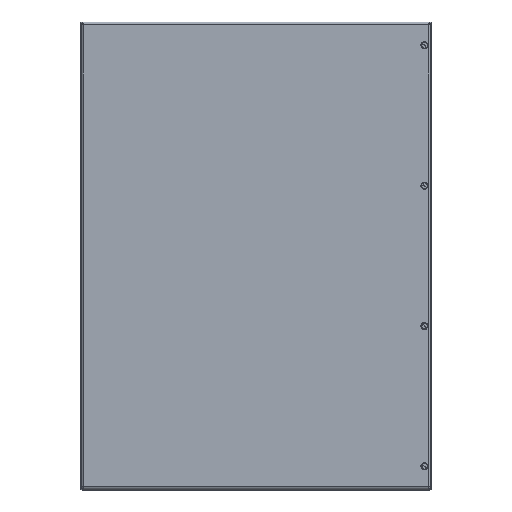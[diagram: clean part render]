
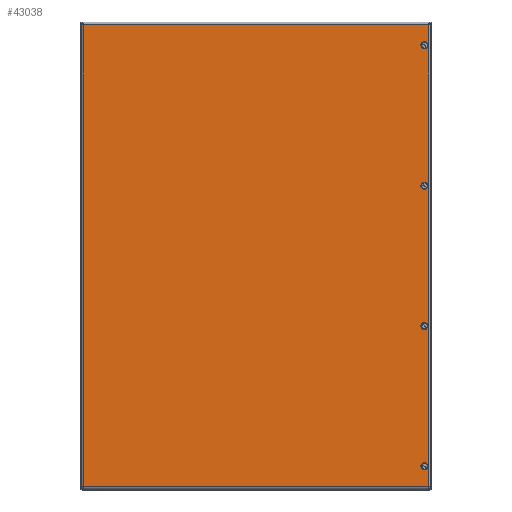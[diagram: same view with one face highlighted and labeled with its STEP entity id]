
A CAD part, top view. The second image highlights one B-rep face of the part: STEP entity #43038.
In plain terms, the highlighted planar face has unit normal (0, 0, 1).
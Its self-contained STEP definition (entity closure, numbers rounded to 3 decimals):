
#42944=AXIS2_PLACEMENT_3D('Plane Axis2P3D',#42941,#42942,#42943) ;
#42986=AXIS2_PLACEMENT_3D('Circle Axis2P3D',#42984,#42985,$) ;
#42995=AXIS2_PLACEMENT_3D('Circle Axis2P3D',#42993,#42994,$) ;
#43004=AXIS2_PLACEMENT_3D('Circle Axis2P3D',#43002,#43003,$) ;
#43013=AXIS2_PLACEMENT_3D('Circle Axis2P3D',#43011,#43012,$) ;
#43022=AXIS2_PLACEMENT_3D('Circle Axis2P3D',#43020,#43021,$) ;
#43031=AXIS2_PLACEMENT_3D('Circle Axis2P3D',#43029,#43030,$) ;
#42654=CARTESIAN_POINT('Vertex',(584.5,520.,200.)) ;
#42658=CARTESIAN_POINT('Control Point',(584.5,520.,200.)) ;
#42659=CARTESIAN_POINT('Control Point',(584.5,519.45,200.)) ;
#42660=CARTESIAN_POINT('Control Point',(584.608,518.9,200.)) ;
#42661=CARTESIAN_POINT('Control Point',(584.824,518.379,200.)) ;
#42662=CARTESIAN_POINT('Control Point',(585.449,517.449,200.)) ;
#42663=CARTESIAN_POINT('Control Point',(586.379,516.824,200.)) ;
#42664=CARTESIAN_POINT('Control Point',(586.9,516.608,200.)) ;
#42665=CARTESIAN_POINT('Control Point',(588.,516.392,200.)) ;
#42666=CARTESIAN_POINT('Control Point',(589.1,516.608,200.)) ;
#42667=CARTESIAN_POINT('Control Point',(589.621,516.824,200.)) ;
#42668=CARTESIAN_POINT('Control Point',(590.551,517.449,200.)) ;
#42669=CARTESIAN_POINT('Control Point',(591.176,518.379,200.)) ;
#42670=CARTESIAN_POINT('Control Point',(591.392,518.9,200.)) ;
#42671=CARTESIAN_POINT('Control Point',(591.5,519.45,200.)) ;
#42672=CARTESIAN_POINT('Control Point',(591.5,520.,200.)) ;
#42673=CARTESIAN_POINT('Vertex',(591.5,520.,200.)) ;
#42918=CARTESIAN_POINT('Control Point',(591.5,520.,200.)) ;
#42919=CARTESIAN_POINT('Control Point',(591.5,520.55,200.)) ;
#42920=CARTESIAN_POINT('Control Point',(591.392,521.1,200.)) ;
#42921=CARTESIAN_POINT('Control Point',(591.176,521.621,200.)) ;
#42922=CARTESIAN_POINT('Control Point',(590.551,522.551,200.)) ;
#42923=CARTESIAN_POINT('Control Point',(589.621,523.176,200.)) ;
#42924=CARTESIAN_POINT('Control Point',(589.1,523.392,200.)) ;
#42925=CARTESIAN_POINT('Control Point',(588.,523.608,200.)) ;
#42926=CARTESIAN_POINT('Control Point',(586.9,523.392,200.)) ;
#42927=CARTESIAN_POINT('Control Point',(586.379,523.176,200.)) ;
#42928=CARTESIAN_POINT('Control Point',(585.449,522.551,200.)) ;
#42929=CARTESIAN_POINT('Control Point',(584.824,521.621,200.)) ;
#42930=CARTESIAN_POINT('Control Point',(584.608,521.1,200.)) ;
#42931=CARTESIAN_POINT('Control Point',(584.5,520.55,200.)) ;
#42932=CARTESIAN_POINT('Control Point',(584.5,520.,200.)) ;
#42941=CARTESIAN_POINT('Axis2P3D Location',(300.,400.,200.)) ;
#42946=CARTESIAN_POINT('Line Origine',(595.,400.,200.)) ;
#42950=CARTESIAN_POINT('Vertex',(595.,5.,200.)) ;
#42952=CARTESIAN_POINT('Vertex',(595.,795.,200.)) ;
#42955=CARTESIAN_POINT('Line Origine',(300.,795.,200.)) ;
#42959=CARTESIAN_POINT('Vertex',(5.,795.,200.)) ;
#42962=CARTESIAN_POINT('Line Origine',(5.,400.,200.)) ;
#42966=CARTESIAN_POINT('Vertex',(5.,5.,200.)) ;
#42969=CARTESIAN_POINT('Line Origine',(300.,5.,200.)) ;
#42984=CARTESIAN_POINT('Axis2P3D Location',(588.,760.,200.)) ;
#42988=CARTESIAN_POINT('Vertex',(591.5,760.,200.)) ;
#42990=CARTESIAN_POINT('Vertex',(584.5,760.,200.)) ;
#42993=CARTESIAN_POINT('Axis2P3D Location',(588.,760.,200.)) ;
#43002=CARTESIAN_POINT('Axis2P3D Location',(588.,280.,200.)) ;
#43006=CARTESIAN_POINT('Vertex',(591.5,280.,200.)) ;
#43008=CARTESIAN_POINT('Vertex',(584.5,280.,200.)) ;
#43011=CARTESIAN_POINT('Axis2P3D Location',(588.,280.,200.)) ;
#43020=CARTESIAN_POINT('Axis2P3D Location',(588.,40.,200.)) ;
#43024=CARTESIAN_POINT('Vertex',(591.5,40.,200.)) ;
#43026=CARTESIAN_POINT('Vertex',(584.5,40.,200.)) ;
#43029=CARTESIAN_POINT('Axis2P3D Location',(588.,40.,200.)) ;
#42942=DIRECTION('Axis2P3D Direction',(0.,0.,1.)) ;
#42943=DIRECTION('Axis2P3D XDirection',(1.,0.,0.)) ;
#42947=DIRECTION('Vector Direction',(0.,1.,0.)) ;
#42956=DIRECTION('Vector Direction',(-1.,0.,0.)) ;
#42963=DIRECTION('Vector Direction',(0.,-1.,0.)) ;
#42970=DIRECTION('Vector Direction',(1.,0.,0.)) ;
#42985=DIRECTION('Axis2P3D Direction',(0.,0.,1.)) ;
#42994=DIRECTION('Axis2P3D Direction',(0.,0.,1.)) ;
#43003=DIRECTION('Axis2P3D Direction',(0.,0.,1.)) ;
#43012=DIRECTION('Axis2P3D Direction',(0.,0.,1.)) ;
#43021=DIRECTION('Axis2P3D Direction',(0.,0.,1.)) ;
#43030=DIRECTION('Axis2P3D Direction',(0.,0.,1.)) ;
#42948=VECTOR('Line Direction',#42947,1.) ;
#42957=VECTOR('Line Direction',#42956,1.) ;
#42964=VECTOR('Line Direction',#42963,1.) ;
#42971=VECTOR('Line Direction',#42970,1.) ;
#42975=ORIENTED_EDGE('',*,*,#42954,.T.) ;
#42976=ORIENTED_EDGE('',*,*,#42961,.T.) ;
#42977=ORIENTED_EDGE('',*,*,#42968,.T.) ;
#42978=ORIENTED_EDGE('',*,*,#42973,.T.) ;
#42981=ORIENTED_EDGE('',*,*,#42933,.F.) ;
#42982=ORIENTED_EDGE('',*,*,#42675,.F.) ;
#42999=ORIENTED_EDGE('',*,*,#42992,.F.) ;
#43000=ORIENTED_EDGE('',*,*,#42997,.F.) ;
#43017=ORIENTED_EDGE('',*,*,#43010,.F.) ;
#43018=ORIENTED_EDGE('',*,*,#43015,.F.) ;
#43035=ORIENTED_EDGE('',*,*,#43028,.F.) ;
#43036=ORIENTED_EDGE('',*,*,#43033,.F.) ;
#42983=FACE_BOUND('',#42980,.T.) ;
#43001=FACE_BOUND('',#42998,.T.) ;
#43019=FACE_BOUND('',#43016,.T.) ;
#43037=FACE_BOUND('',#43034,.T.) ;
#43038=ADVANCED_FACE('HS Hole PATTERN',(#42979,#42983,#43001,#43019,#43037),#42945,.T.) ;
#42657=B_SPLINE_CURVE_WITH_KNOTS('',5,(#42658,#42659,#42660,#42661,#42662,#42663,#42664,#42665,#42666,#42667,#42668,#42669,#42670,#42671,#42672),.UNSPECIFIED.,.F.,.U.,(6,3,3,3,6),(-5.498,-2.749,0.,2.749,5.498),.UNSPECIFIED.) ;
#42917=B_SPLINE_CURVE_WITH_KNOTS('',5,(#42918,#42919,#42920,#42921,#42922,#42923,#42924,#42925,#42926,#42927,#42928,#42929,#42930,#42931,#42932),.UNSPECIFIED.,.F.,.U.,(6,3,3,3,6),(-5.498,-2.749,0.,2.749,5.498),.UNSPECIFIED.) ;
#42987=CIRCLE('generated circle',#42986,3.5) ;
#42996=CIRCLE('generated circle',#42995,3.5) ;
#43005=CIRCLE('generated circle',#43004,3.5) ;
#43014=CIRCLE('generated circle',#43013,3.5) ;
#43023=CIRCLE('generated circle',#43022,3.5) ;
#43032=CIRCLE('generated circle',#43031,3.5) ;
#42675=EDGE_CURVE('',#42655,#42674,#42657,.T.) ;
#42933=EDGE_CURVE('',#42674,#42655,#42917,.T.) ;
#42954=EDGE_CURVE('',#42951,#42953,#42949,.T.) ;
#42961=EDGE_CURVE('',#42953,#42960,#42958,.T.) ;
#42968=EDGE_CURVE('',#42960,#42967,#42965,.T.) ;
#42973=EDGE_CURVE('',#42967,#42951,#42972,.T.) ;
#42992=EDGE_CURVE('',#42989,#42991,#42987,.T.) ;
#42997=EDGE_CURVE('',#42991,#42989,#42996,.T.) ;
#43010=EDGE_CURVE('',#43007,#43009,#43005,.T.) ;
#43015=EDGE_CURVE('',#43009,#43007,#43014,.T.) ;
#43028=EDGE_CURVE('',#43025,#43027,#43023,.T.) ;
#43033=EDGE_CURVE('',#43027,#43025,#43032,.T.) ;
#42974=EDGE_LOOP('',(#42975,#42976,#42977,#42978)) ;
#42980=EDGE_LOOP('',(#42981,#42982)) ;
#42998=EDGE_LOOP('',(#42999,#43000)) ;
#43016=EDGE_LOOP('',(#43017,#43018)) ;
#43034=EDGE_LOOP('',(#43035,#43036)) ;
#42979=FACE_OUTER_BOUND('',#42974,.T.) ;
#42949=LINE('Line',#42946,#42948) ;
#42958=LINE('Line',#42955,#42957) ;
#42965=LINE('Line',#42962,#42964) ;
#42972=LINE('Line',#42969,#42971) ;
#42945=PLANE('',#42944) ;
#42655=VERTEX_POINT('',#42654) ;
#42674=VERTEX_POINT('',#42673) ;
#42951=VERTEX_POINT('',#42950) ;
#42953=VERTEX_POINT('',#42952) ;
#42960=VERTEX_POINT('',#42959) ;
#42967=VERTEX_POINT('',#42966) ;
#42989=VERTEX_POINT('',#42988) ;
#42991=VERTEX_POINT('',#42990) ;
#43007=VERTEX_POINT('',#43006) ;
#43009=VERTEX_POINT('',#43008) ;
#43025=VERTEX_POINT('',#43024) ;
#43027=VERTEX_POINT('',#43026) ;
